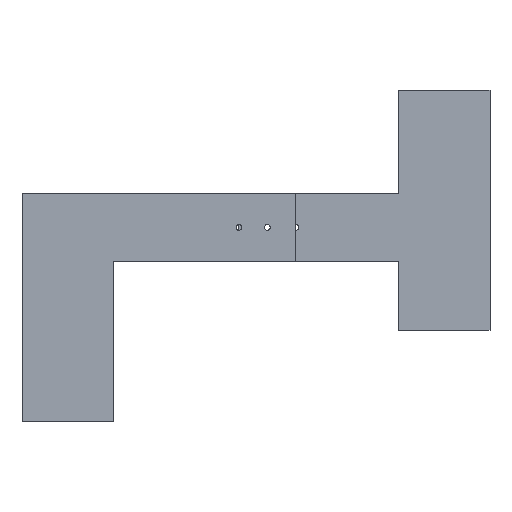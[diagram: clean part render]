
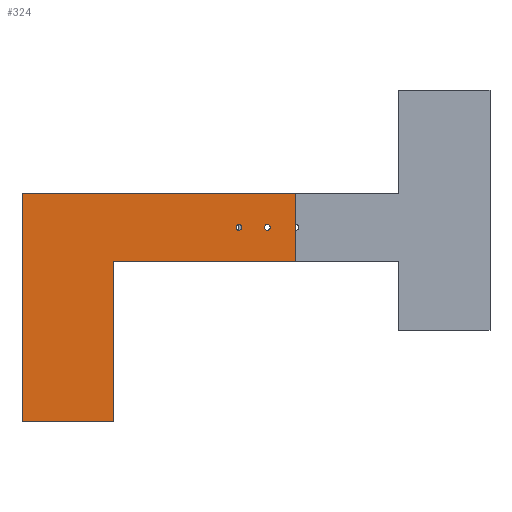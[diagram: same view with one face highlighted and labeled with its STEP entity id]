
A CAD part, top view. The second image highlights one B-rep face of the part: STEP entity #324.
In plain terms, the highlighted planar face has unit normal (0, 0, 1).
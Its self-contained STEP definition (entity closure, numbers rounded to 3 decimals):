
#13 = ORIENTED_EDGE ( 'NONE', *, *, #80, .T. ) ;
#21 = VERTEX_POINT ( 'NONE', #994 ) ;
#24 = CARTESIAN_POINT ( 'NONE',  ( 25., 30., 3. ) ) ;
#29 = EDGE_CURVE ( 'NONE', #21, #871, #978, .T. ) ;
#38 = LINE ( 'NONE', #379, #149 ) ;
#40 = VERTEX_POINT ( 'NONE', #306 ) ;
#53 = EDGE_CURVE ( 'NONE', #796, #330, #476, .T. ) ;
#80 = EDGE_CURVE ( 'NONE', #387, #21, #38, .T. ) ;
#89 = CARTESIAN_POINT ( 'NONE',  ( 25., 30., 3. ) ) ;
#90 = DIRECTION ( 'NONE',  ( 1., 0., 0. ) ) ;
#95 = FACE_BOUND ( 'NONE', #362, .T. ) ;
#96 = CIRCLE ( 'NONE', #606, 2.5 ) ;
#101 = CARTESIAN_POINT ( 'NONE',  ( 0., 0., 3. ) ) ;
#118 = EDGE_LOOP ( 'NONE', ( #430, #825, #724, #13, #486, #1101 ) ) ;
#131 = ORIENTED_EDGE ( 'NONE', *, *, #297, .F. ) ;
#132 = AXIS2_PLACEMENT_3D ( 'NONE', #876, #863, #90 ) ;
#134 = CARTESIAN_POINT ( 'NONE',  ( -215., 30., 3. ) ) ;
#149 = VECTOR ( 'NONE', #289, 1000. ) ;
#151 = VERTEX_POINT ( 'NONE', #239 ) ;
#155 = CARTESIAN_POINT ( 'NONE',  ( 0., 0., 3. ) ) ;
#161 = CARTESIAN_POINT ( 'NONE',  ( -2.5, 0., 3. ) ) ;
#176 = DIRECTION ( 'NONE',  ( 0., -1., 0. ) ) ;
#239 = CARTESIAN_POINT ( 'NONE',  ( -215., 30., 3. ) ) ;
#243 = EDGE_CURVE ( 'NONE', #40, #1060, #96, .T. ) ;
#269 = VECTOR ( 'NONE', #439, 1000. ) ;
#280 = EDGE_CURVE ( 'NONE', #1060, #40, #924, .T. ) ;
#289 = DIRECTION ( 'NONE',  ( 0., 1., 0. ) ) ;
#297 = EDGE_CURVE ( 'NONE', #330, #796, #758, .T. ) ;
#306 = CARTESIAN_POINT ( 'NONE',  ( -22.5, 0., 3. ) ) ;
#324 = ADVANCED_FACE ( 'NONE', ( #337, #95, #783 ), #349, .F. ) ;
#327 = EDGE_CURVE ( 'NONE', #650, #387, #617, .T. ) ;
#330 = VERTEX_POINT ( 'NONE', #161 ) ;
#337 = FACE_BOUND ( 'NONE', #750, .T. ) ;
#344 = VECTOR ( 'NONE', #762, 1000. ) ;
#349 = PLANE ( 'NONE',  #819 ) ;
#362 = EDGE_LOOP ( 'NONE', ( #1031, #131 ) ) ;
#379 = CARTESIAN_POINT ( 'NONE',  ( -135., -30., 3. ) ) ;
#387 = VERTEX_POINT ( 'NONE', #561 ) ;
#422 = DIRECTION ( 'NONE',  ( 1., 0., 0. ) ) ;
#430 = ORIENTED_EDGE ( 'NONE', *, *, #597, .T. ) ;
#439 = DIRECTION ( 'NONE',  ( 1., 0., 0. ) ) ;
#476 = CIRCLE ( 'NONE', #1013, 2.5 ) ;
#480 = ORIENTED_EDGE ( 'NONE', *, *, #243, .F. ) ;
#486 = ORIENTED_EDGE ( 'NONE', *, *, #29, .T. ) ;
#561 = CARTESIAN_POINT ( 'NONE',  ( -135., -170., 3. ) ) ;
#597 = EDGE_CURVE ( 'NONE', #1093, #151, #824, .T. ) ;
#606 = AXIS2_PLACEMENT_3D ( 'NONE', #776, #788, #609 ) ;
#609 = DIRECTION ( 'NONE',  ( 1., 0., 0. ) ) ;
#617 = LINE ( 'NONE', #956, #269 ) ;
#641 = VECTOR ( 'NONE', #729, 1000. ) ;
#650 = VERTEX_POINT ( 'NONE', #836 ) ;
#701 = DIRECTION ( 'NONE',  ( 0., 0., -1. ) ) ;
#722 = DIRECTION ( 'NONE',  ( 0., 0., 1. ) ) ;
#724 = ORIENTED_EDGE ( 'NONE', *, *, #327, .T. ) ;
#729 = DIRECTION ( 'NONE',  ( 1., 0., 0. ) ) ;
#739 = DIRECTION ( 'NONE',  ( -1., 0., 0. ) ) ;
#745 = AXIS2_PLACEMENT_3D ( 'NONE', #933, #951, #422 ) ;
#750 = EDGE_LOOP ( 'NONE', ( #480, #1107 ) ) ;
#756 = LINE ( 'NONE', #89, #344 ) ;
#758 = CIRCLE ( 'NONE', #745, 2.5 ) ;
#762 = DIRECTION ( 'NONE',  ( 0., 1., 0. ) ) ;
#766 = EDGE_CURVE ( 'NONE', #151, #650, #992, .T. ) ;
#776 = CARTESIAN_POINT ( 'NONE',  ( -25., 0., 3. ) ) ;
#783 = FACE_OUTER_BOUND ( 'NONE', #118, .T. ) ;
#788 = DIRECTION ( 'NONE',  ( 0., 0., 1. ) ) ;
#789 = EDGE_CURVE ( 'NONE', #871, #1093, #756, .T. ) ;
#796 = VERTEX_POINT ( 'NONE', #945 ) ;
#819 = AXIS2_PLACEMENT_3D ( 'NONE', #101, #701, #1040 ) ;
#824 = LINE ( 'NONE', #134, #911 ) ;
#825 = ORIENTED_EDGE ( 'NONE', *, *, #766, .T. ) ;
#836 = CARTESIAN_POINT ( 'NONE',  ( -215., -170., 3. ) ) ;
#863 = DIRECTION ( 'NONE',  ( 0., 0., 1. ) ) ;
#871 = VERTEX_POINT ( 'NONE', #950 ) ;
#876 = CARTESIAN_POINT ( 'NONE',  ( -25., 0., 3. ) ) ;
#911 = VECTOR ( 'NONE', #739, 1000. ) ;
#924 = CIRCLE ( 'NONE', #132, 2.5 ) ;
#933 = CARTESIAN_POINT ( 'NONE',  ( 0., 0., 3. ) ) ;
#945 = CARTESIAN_POINT ( 'NONE',  ( 2.5, 0., 3. ) ) ;
#950 = CARTESIAN_POINT ( 'NONE',  ( 25., -30., 3. ) ) ;
#951 = DIRECTION ( 'NONE',  ( 0., 0., 1. ) ) ;
#955 = CARTESIAN_POINT ( 'NONE',  ( -215., -170., 3. ) ) ;
#956 = CARTESIAN_POINT ( 'NONE',  ( -135., -170., 3. ) ) ;
#978 = LINE ( 'NONE', #984, #641 ) ;
#984 = CARTESIAN_POINT ( 'NONE',  ( 25., -30., 3. ) ) ;
#992 = LINE ( 'NONE', #955, #1091 ) ;
#994 = CARTESIAN_POINT ( 'NONE',  ( -135., -30., 3. ) ) ;
#1013 = AXIS2_PLACEMENT_3D ( 'NONE', #155, #722, #1077 ) ;
#1031 = ORIENTED_EDGE ( 'NONE', *, *, #53, .F. ) ;
#1040 = DIRECTION ( 'NONE',  ( -1., 0., 0. ) ) ;
#1045 = CARTESIAN_POINT ( 'NONE',  ( -27.5, 0., 3. ) ) ;
#1060 = VERTEX_POINT ( 'NONE', #1045 ) ;
#1077 = DIRECTION ( 'NONE',  ( 1., 0., 0. ) ) ;
#1091 = VECTOR ( 'NONE', #176, 1000. ) ;
#1093 = VERTEX_POINT ( 'NONE', #24 ) ;
#1101 = ORIENTED_EDGE ( 'NONE', *, *, #789, .T. ) ;
#1107 = ORIENTED_EDGE ( 'NONE', *, *, #280, .F. ) ;
